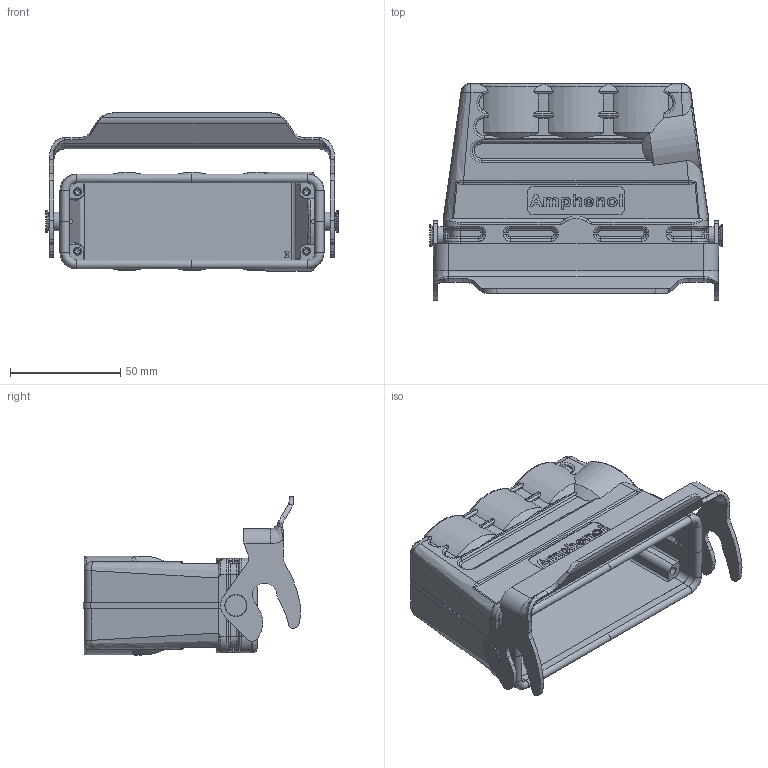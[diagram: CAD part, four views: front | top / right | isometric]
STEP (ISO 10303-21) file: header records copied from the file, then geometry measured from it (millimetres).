
FILE_DESCRIPTION(/* description */ (''),/* implementation_level */ '2;1');
FILE_NAME(/* name */ 'C146_21R024_804_8.stp',/* time_stamp */ '2016-01-15T12:36:55+01:00',/* author */ (''),/* organization */ (''),/* preprocessor_version */ 'ST-DEVELOPER v15',/* originating_system */ 'SIEMENS PLM Software NX 9.0',/* authorisation */ '');
FILE_SCHEMA (('CONFIG_CONTROL_DESIGN'));
Length unit declared in the file: millimetre
Products named in the file (1): c3d-c146 21r024 804 8nxm001-01
Bounding box: 133 x 98.68 x 71.79 mm (x, y, z)
Volume: 95481.5 mm3; surface area: 68763 mm2
Topology: 1 solids, 1 shells, 907 faces, 2305 edges, 1426 vertices
Faces by surface type: plane 313, cylinder 257, bspline 212, extrusion 66, cone 43, torus 12, revolution 4
Full cylindrical faces by diameter (mm): 2.9 x2, 8.4 x4, 10 x2
Entity records: 32625 total; most frequent: CARTESIAN_POINT 12576, ORIENTED_EDGE 4510, DIRECTION 3708, EDGE_CURVE 2255, VERTEX_POINT 1417, AXIS2_PLACEMENT_3D 1296, VECTOR 1112, LINE 1046
